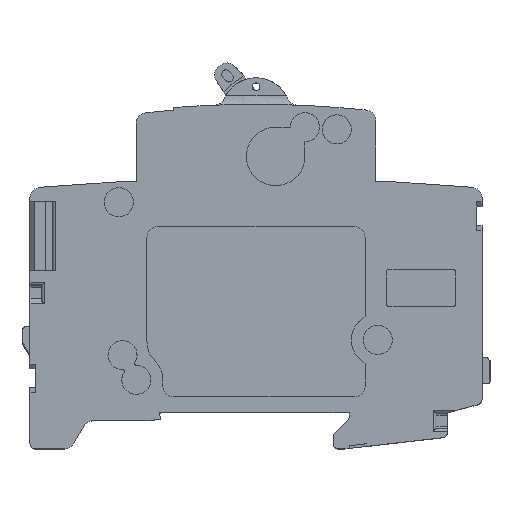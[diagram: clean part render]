
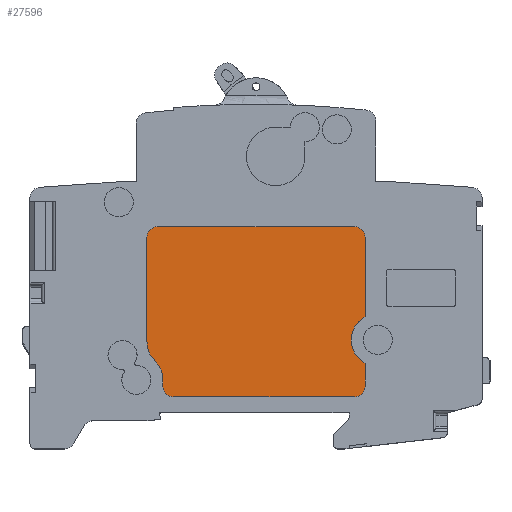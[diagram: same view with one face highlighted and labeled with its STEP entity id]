
A CAD part, top view. The second image highlights one B-rep face of the part: STEP entity #27596.
In plain terms, the highlighted planar face has unit normal (0, 0, 1).
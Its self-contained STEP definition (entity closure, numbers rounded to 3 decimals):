
#9910=DIRECTION('',(1.,0.,0.));
#9911=VECTOR('',#9910,34.);
#9912=CARTESIAN_POINT('',(-15.5,5.5,8.625));
#9913=LINE('',#9912,#9911);
#9914=CARTESIAN_POINT('',(-15.5,7.5,8.625));
#9915=DIRECTION('',(0.,0.,1.));
#9916=DIRECTION('',(-1.,0.,0.));
#9917=AXIS2_PLACEMENT_3D('',#9914,#9915,#9916);
#9919=DIRECTION('',(0.,-1.,0.));
#9920=VECTOR('',#9919,1.2);
#9921=CARTESIAN_POINT('',(-17.5,8.7,8.625));
#9922=LINE('',#9921,#9920);
#9923=CARTESIAN_POINT('',(-22.5,8.7,8.625));
#9924=DIRECTION('',(0.,0.,-1.));
#9925=DIRECTION('',(0.7,0.714,0.));
#9926=AXIS2_PLACEMENT_3D('',#9923,#9924,#9925);
#9928=CARTESIAN_POINT('',(-15.5,15.841,8.625));
#9929=DIRECTION('',(0.,0.,1.));
#9930=DIRECTION('',(-1.,0.,0.));
#9931=AXIS2_PLACEMENT_3D('',#9928,#9929,#9930);
#9933=DIRECTION('',(0.,-1.,0.));
#9934=VECTOR('',#9933,19.659);
#9935=CARTESIAN_POINT('',(-20.5,35.5,8.625));
#9936=LINE('',#9935,#9934);
#9937=CARTESIAN_POINT('',(-18.5,35.5,8.625));
#9938=DIRECTION('',(0.,0.,1.));
#9939=DIRECTION('',(0.,1.,0.));
#9940=AXIS2_PLACEMENT_3D('',#9937,#9938,#9939);
#9942=DIRECTION('',(-1.,0.,0.));
#9943=VECTOR('',#9942,37.);
#9944=CARTESIAN_POINT('',(18.5,37.5,8.625));
#9945=LINE('',#9944,#9943);
#9946=CARTESIAN_POINT('',(18.5,35.5,8.625));
#9947=DIRECTION('',(0.,0.,1.));
#9948=DIRECTION('',(1.,0.,0.));
#9949=AXIS2_PLACEMENT_3D('',#9946,#9947,#9948);
#9951=DIRECTION('',(0.,1.,0.));
#9952=VECTOR('',#9951,14.914);
#9953=CARTESIAN_POINT('',(20.5,20.586,8.625));
#9954=LINE('',#9953,#9952);
#9955=CARTESIAN_POINT('',(22.9,16.2,8.625));
#9956=DIRECTION('',(0.,0.,-1.));
#9957=DIRECTION('',(-0.48,-0.877,0.));
#9958=AXIS2_PLACEMENT_3D('',#9955,#9956,#9957);
#9960=DIRECTION('',(0.,1.,0.));
#9961=VECTOR('',#9960,4.314);
#9962=CARTESIAN_POINT('',(20.5,7.5,8.625));
#9963=LINE('',#9962,#9961);
#9964=CARTESIAN_POINT('',(18.5,7.5,8.625));
#9965=DIRECTION('',(0.,0.,1.));
#9966=DIRECTION('',(0.,-1.,0.));
#9967=AXIS2_PLACEMENT_3D('',#9964,#9965,#9966);
#13740=CARTESIAN_POINT('',(-15.5,5.5,8.625));
#13741=CARTESIAN_POINT('',(18.5,5.5,8.625));
#13742=VERTEX_POINT('',#13740);
#13743=VERTEX_POINT('',#13741);
#13744=CARTESIAN_POINT('',(20.5,7.5,8.625));
#13745=VERTEX_POINT('',#13744);
#13746=CARTESIAN_POINT('',(20.5,11.814,8.625));
#13747=VERTEX_POINT('',#13746);
#13748=CARTESIAN_POINT('',(20.5,20.586,8.625));
#13749=VERTEX_POINT('',#13748);
#13750=CARTESIAN_POINT('',(20.5,35.5,8.625));
#13751=VERTEX_POINT('',#13750);
#13752=CARTESIAN_POINT('',(18.5,37.5,8.625));
#13753=VERTEX_POINT('',#13752);
#13754=CARTESIAN_POINT('',(-18.5,37.5,8.625));
#13755=VERTEX_POINT('',#13754);
#13756=CARTESIAN_POINT('',(-20.5,35.5,8.625));
#13757=VERTEX_POINT('',#13756);
#13758=CARTESIAN_POINT('',(-20.5,15.841,8.625));
#13759=VERTEX_POINT('',#13758);
#13760=CARTESIAN_POINT('',(-19.,12.271,8.625));
#13761=VERTEX_POINT('',#13760);
#13762=CARTESIAN_POINT('',(-17.5,8.7,8.625));
#13763=VERTEX_POINT('',#13762);
#13764=CARTESIAN_POINT('',(-17.5,7.5,8.625));
#13765=VERTEX_POINT('',#13764);
#27576=CARTESIAN_POINT('',(-27.5,2.5,8.625));
#27577=DIRECTION('',(0.,0.,1.));
#27578=DIRECTION('',(1.,0.,0.));
#27579=AXIS2_PLACEMENT_3D('',#27576,#27577,#27578);
#27580=PLANE('',#27579);
#27581=ORIENTED_EDGE('',*,*,#27402,.F.);
#27582=ORIENTED_EDGE('',*,*,#27417,.F.);
#27583=ORIENTED_EDGE('',*,*,#27431,.F.);
#27584=ORIENTED_EDGE('',*,*,#27445,.F.);
#27585=ORIENTED_EDGE('',*,*,#27459,.F.);
#27586=ORIENTED_EDGE('',*,*,#27473,.F.);
#27587=ORIENTED_EDGE('',*,*,#27487,.F.);
#27588=ORIENTED_EDGE('',*,*,#27501,.F.);
#27589=ORIENTED_EDGE('',*,*,#27515,.F.);
#27590=ORIENTED_EDGE('',*,*,#27529,.F.);
#27591=ORIENTED_EDGE('',*,*,#27543,.F.);
#27592=ORIENTED_EDGE('',*,*,#27557,.F.);
#27593=ORIENTED_EDGE('',*,*,#27570,.F.);
#27594=EDGE_LOOP('',(#27581,#27582,#27583,#27584,#27585,#27586,#27587,#27588,
#27589,#27590,#27591,#27592,#27593));
#27595=FACE_OUTER_BOUND('',#27594,.F.);
#9918=CIRCLE('',#9917,2.);
#9927=CIRCLE('',#9926,5.);
#9932=CIRCLE('',#9931,5.);
#9941=CIRCLE('',#9940,2.);
#9950=CIRCLE('',#9949,2.);
#9959=CIRCLE('',#9958,5.);
#9968=CIRCLE('',#9967,2.);
#27402=EDGE_CURVE('',#13742,#13743,#9913,.T.);
#27417=EDGE_CURVE('',#13765,#13742,#9918,.T.);
#27431=EDGE_CURVE('',#13763,#13765,#9922,.T.);
#27445=EDGE_CURVE('',#13761,#13763,#9927,.T.);
#27459=EDGE_CURVE('',#13759,#13761,#9932,.T.);
#27473=EDGE_CURVE('',#13757,#13759,#9936,.T.);
#27487=EDGE_CURVE('',#13755,#13757,#9941,.T.);
#27501=EDGE_CURVE('',#13753,#13755,#9945,.T.);
#27515=EDGE_CURVE('',#13751,#13753,#9950,.T.);
#27529=EDGE_CURVE('',#13749,#13751,#9954,.T.);
#27543=EDGE_CURVE('',#13747,#13749,#9959,.T.);
#27557=EDGE_CURVE('',#13745,#13747,#9963,.T.);
#27570=EDGE_CURVE('',#13743,#13745,#9968,.T.);
#27596=ADVANCED_FACE('',(#27595),#27580,.T.);
